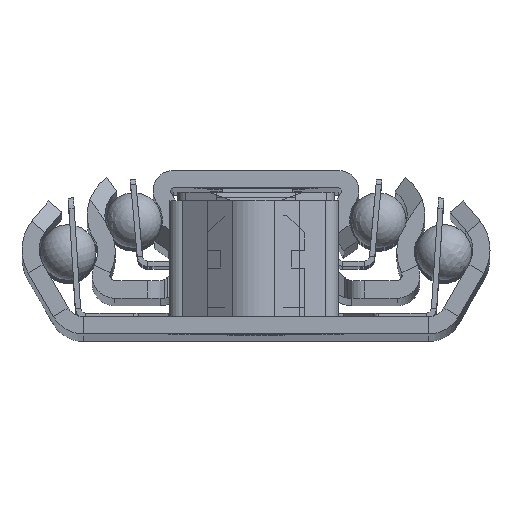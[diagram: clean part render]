
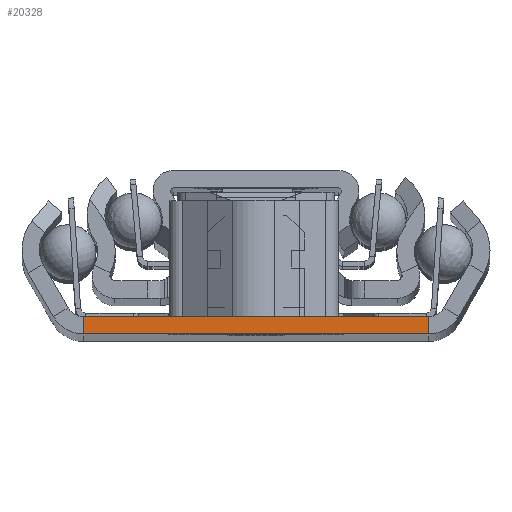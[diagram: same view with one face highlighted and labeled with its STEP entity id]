
A CAD part, top view. The second image highlights one B-rep face of the part: STEP entity #20328.
In plain terms, the highlighted planar face has unit normal (0, 0, 1).
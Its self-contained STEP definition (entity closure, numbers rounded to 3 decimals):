
#487=PLANE('',#21669);
#1675=FACE_OUTER_BOUND('',#2887,.T.);
#2887=EDGE_LOOP('',(#14450,#14451,#14452,#14453));
#4241=LINE('',#29870,#6387);
#4257=LINE('',#29917,#6403);
#4319=LINE('',#30074,#6465);
#4320=LINE('',#30075,#6466);
#6387=VECTOR('',#23698,1000.);
#6403=VECTOR('',#23732,1000.);
#6465=VECTOR('',#23844,1000.);
#6466=VECTOR('',#23845,1000.);
#9320=VERTEX_POINT('',#29868);
#9321=VERTEX_POINT('',#29869);
#9342=VERTEX_POINT('',#29915);
#9343=VERTEX_POINT('',#29916);
#11293=EDGE_CURVE('',#9320,#9321,#4241,.T.);
#11317=EDGE_CURVE('',#9342,#9343,#4257,.T.);
#11389=EDGE_CURVE('',#9321,#9343,#4319,.T.);
#11390=EDGE_CURVE('',#9320,#9342,#4320,.T.);
#14450=ORIENTED_EDGE('',*,*,#11317,.T.);
#14451=ORIENTED_EDGE('',*,*,#11389,.F.);
#14452=ORIENTED_EDGE('',*,*,#11293,.F.);
#14453=ORIENTED_EDGE('',*,*,#11390,.T.);
#20328=ADVANCED_FACE('',(#1675),#487,.F.);
#21669=AXIS2_PLACEMENT_3D('',#30073,#23842,#23843);
#23698=DIRECTION('',(1.,0.,0.));
#23732=DIRECTION('',(1.,0.,0.));
#23842=DIRECTION('center_axis',(0.,0.,-1.));
#23843=DIRECTION('ref_axis',(-1.,0.,0.));
#23844=DIRECTION('',(0.,-1.,0.));
#23845=DIRECTION('',(0.,-1.,0.));
#29868=CARTESIAN_POINT('',(-19.621,0.,500.));
#29869=CARTESIAN_POINT('',(19.621,0.,500.));
#29870=CARTESIAN_POINT('',(-19.621,0.,500.));
#29915=CARTESIAN_POINT('',(-19.621,-1.95,500.));
#29916=CARTESIAN_POINT('',(19.621,-1.95,500.));
#29917=CARTESIAN_POINT('',(-19.621,-1.95,500.));
#30073=CARTESIAN_POINT('Origin',(-19.621,1003.075,500.));
#30074=CARTESIAN_POINT('',(19.621,1003.075,500.));
#30075=CARTESIAN_POINT('',(-19.621,1003.075,500.));
